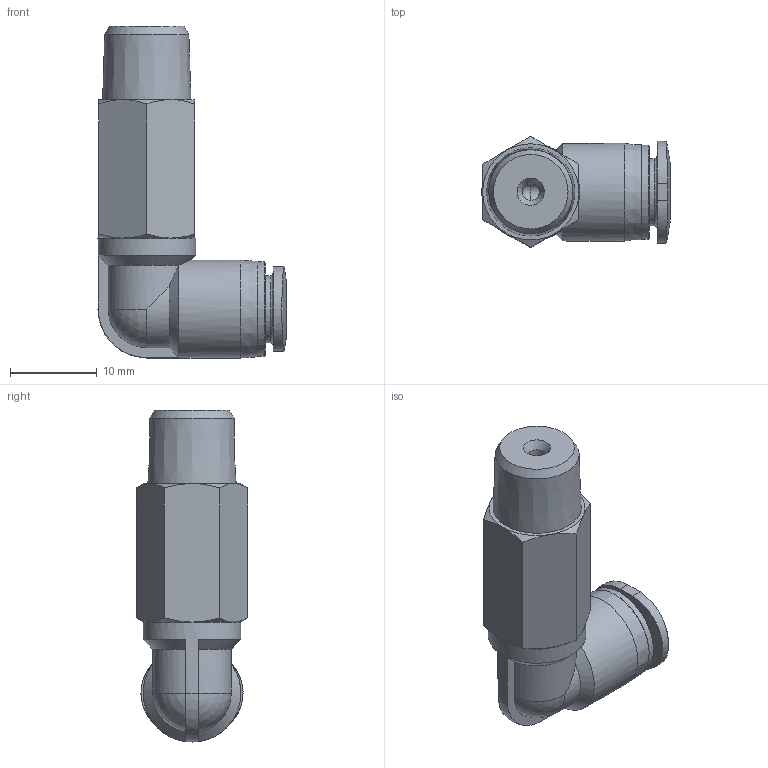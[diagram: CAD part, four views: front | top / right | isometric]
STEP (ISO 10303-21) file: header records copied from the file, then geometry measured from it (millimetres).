
FILE_DESCRIPTION(/* description */ ('STEP AP214'),/* implementation_level */ '2;1');
FILE_NAME(/* name */ '573065_QBMLL-1_8-1_4-U',/* time_stamp */ '2024-09-14T03:34:18+02:00',/* author */ ('License CC BY-ND 4.0'),/* organization */ ('CADENAS'),/* preprocessor_version */ 'ST-DEVELOPER v19.3',/* originating_system */ 'PARTsolutions',/* authorisation */ ' ');
FILE_SCHEMA (('AUTOMOTIVE_DESIGN {1 0 10303 214 3 1 1}'));
Length unit declared in the file: millimetre
Products named in the file (1): 573065 QBMLL-1/8-1/4-U
Bounding box: 21.75 x 12.83 x 38.35 mm (x, y, z)
Volume: 3853.2 mm3; surface area: 2447.2 mm2
Topology: 1 solids, 1 shells, 59 faces, 141 edges, 88 vertices
Faces by surface type: cone 21, plane 17, cylinder 13, torus 4, sphere 4
Full cylindrical faces by diameter (mm): 2 x2, 6.35 x1, 7.75 x1, 10.9 x1, 11.3 x2
Entity records: 2061 total; most frequent: CARTESIAN_POINT 393, DIRECTION 252, ORIENTED_EDGE 238, EDGE_CURVE 119, AXIS2_PLACEMENT_3D 116, VERTEX_POINT 82, EDGE_LOOP 81, FACE_BOUND 81
